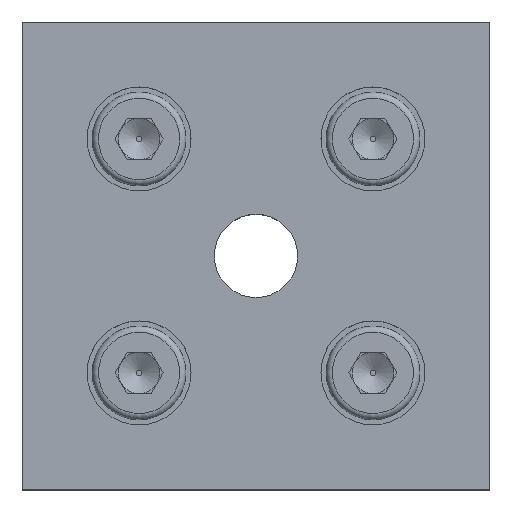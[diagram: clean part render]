
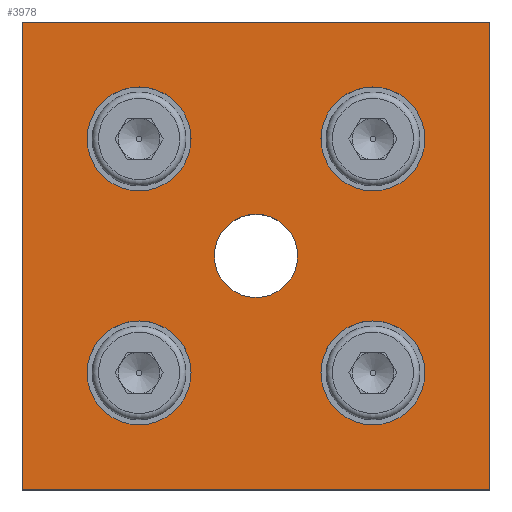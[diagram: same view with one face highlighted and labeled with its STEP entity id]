
A CAD part, top view. The second image highlights one B-rep face of the part: STEP entity #3978.
In plain terms, the highlighted planar face has unit normal (0, 0, 1).
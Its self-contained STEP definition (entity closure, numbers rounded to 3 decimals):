
#1936=CIRCLE('',#3719,10.);
#1937=CIRCLE('',#3720,10.);
#1938=CIRCLE('',#3721,10.);
#1939=CIRCLE('',#3722,10.);
#1940=CIRCLE('',#3723,8.);
#2018=ORIENTED_EDGE('',*,*,#2727,.T.);
#2019=ORIENTED_EDGE('',*,*,#2728,.T.);
#2020=ORIENTED_EDGE('',*,*,#2729,.T.);
#2021=ORIENTED_EDGE('',*,*,#2724,.T.);
#2022=ORIENTED_EDGE('',*,*,#2730,.F.);
#2023=ORIENTED_EDGE('',*,*,#2731,.F.);
#2024=ORIENTED_EDGE('',*,*,#2732,.F.);
#2025=ORIENTED_EDGE('',*,*,#2733,.F.);
#2026=ORIENTED_EDGE('',*,*,#2734,.F.);
#2373=VECTOR('',#3239,1.);
#2376=VECTOR('',#3244,1.);
#2377=VECTOR('',#3245,1.);
#2378=VECTOR('',#3246,1.);
#2481=LINE('',#4112,#2373);
#2484=LINE('',#4117,#2376);
#2485=LINE('',#4119,#2377);
#2486=LINE('',#4120,#2378);
#2594=VERTEX_POINT('',#4110);
#2595=VERTEX_POINT('',#4111);
#2596=VERTEX_POINT('',#4116);
#2597=VERTEX_POINT('',#4118);
#2598=VERTEX_POINT('',#4121);
#2599=VERTEX_POINT('',#4123);
#2600=VERTEX_POINT('',#4125);
#2601=VERTEX_POINT('',#4127);
#2602=VERTEX_POINT('',#4129);
#2724=EDGE_CURVE('',#2594,#2595,#2481,.T.);
#2727=EDGE_CURVE('',#2595,#2596,#2484,.T.);
#2728=EDGE_CURVE('',#2596,#2597,#2485,.T.);
#2729=EDGE_CURVE('',#2597,#2594,#2486,.T.);
#2730=EDGE_CURVE('',#2598,#2598,#1936,.T.);
#2731=EDGE_CURVE('',#2599,#2599,#1937,.T.);
#2732=EDGE_CURVE('',#2600,#2600,#1938,.T.);
#2733=EDGE_CURVE('',#2601,#2601,#1939,.T.);
#2734=EDGE_CURVE('',#2602,#2602,#1940,.T.);
#2904=EDGE_LOOP('',(#2018,#2019,#2020,#2021));
#2905=EDGE_LOOP('',(#2022));
#2906=EDGE_LOOP('',(#2023));
#2907=EDGE_LOOP('',(#2024));
#2908=EDGE_LOOP('',(#2025));
#2909=EDGE_LOOP('',(#2026));
#3066=FACE_BOUND('',#2904,.T.);
#3067=FACE_BOUND('',#2905,.T.);
#3068=FACE_BOUND('',#2906,.T.);
#3069=FACE_BOUND('',#2907,.T.);
#3070=FACE_BOUND('',#2908,.T.);
#3071=FACE_BOUND('',#2909,.T.);
#3239=DIRECTION('',(0.,-90.,0.));
#3242=DIRECTION('',(0.,0.,1.));
#3243=DIRECTION('',(0.,-1.,0.));
#3244=DIRECTION('',(90.,0.,0.));
#3245=DIRECTION('',(0.,90.,0.));
#3246=DIRECTION('',(-90.,0.,0.));
#3247=DIRECTION('',(0.,0.,1.));
#3248=DIRECTION('',(0.,10.,0.));
#3249=DIRECTION('',(0.,0.,1.));
#3250=DIRECTION('',(0.,10.,0.));
#3251=DIRECTION('',(0.,0.,1.));
#3252=DIRECTION('',(0.,10.,0.));
#3253=DIRECTION('',(0.,0.,1.));
#3254=DIRECTION('',(0.,10.,0.));
#3255=DIRECTION('',(0.,0.,1.));
#3256=DIRECTION('',(0.,8.,0.));
#3718=AXIS2_PLACEMENT_3D('',#4115,#3242,#3243);
#3719=AXIS2_PLACEMENT_3D('',#4122,#3247,#3248);
#3720=AXIS2_PLACEMENT_3D('',#4124,#3249,#3250);
#3721=AXIS2_PLACEMENT_3D('',#4126,#3251,#3252);
#3722=AXIS2_PLACEMENT_3D('',#4128,#3253,#3254);
#3723=AXIS2_PLACEMENT_3D('',#4130,#3255,#3256);
#3904=PLANE('',#3718);
#3978=ADVANCED_FACE('',(#3066,#3067,#3068,#3069,#3070,#3071),#3904,.T.);
#4110=CARTESIAN_POINT('',(0.,90.,15.));
#4111=CARTESIAN_POINT('',(0.,0.,15.));
#4112=CARTESIAN_POINT('',(0.,90.,15.));
#4115=CARTESIAN_POINT('',(0.,0.,15.));
#4116=CARTESIAN_POINT('',(90.,0.,15.));
#4117=CARTESIAN_POINT('',(0.,0.,15.));
#4118=CARTESIAN_POINT('',(90.,90.,15.));
#4119=CARTESIAN_POINT('',(90.,0.,15.));
#4120=CARTESIAN_POINT('',(90.,90.,15.));
#4121=CARTESIAN_POINT('',(22.5,32.5,15.));
#4122=CARTESIAN_POINT('',(22.5,22.5,15.));
#4123=CARTESIAN_POINT('',(67.5,32.5,15.));
#4124=CARTESIAN_POINT('',(67.5,22.5,15.));
#4125=CARTESIAN_POINT('',(22.5,77.5,15.));
#4126=CARTESIAN_POINT('',(22.5,67.5,15.));
#4127=CARTESIAN_POINT('',(67.5,77.5,15.));
#4128=CARTESIAN_POINT('',(67.5,67.5,15.));
#4129=CARTESIAN_POINT('',(45.,53.,15.));
#4130=CARTESIAN_POINT('',(45.,45.,15.));
